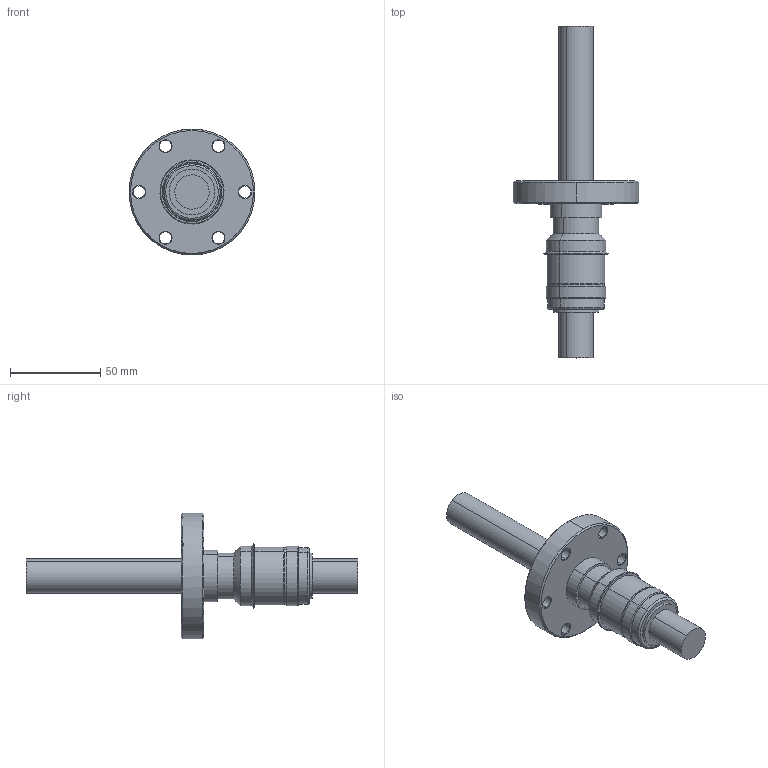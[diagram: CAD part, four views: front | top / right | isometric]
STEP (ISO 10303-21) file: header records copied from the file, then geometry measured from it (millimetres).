
FILE_DESCRIPTION (( 'STEP AP203' ), '1' );
FILE_NAME ('261-190NI8K-C40.STEP', '2019-11-05T20:47:25', ( '' ), ( '' ), 'SwSTEP 2.0', 'SolidWorks 2019', '' );
FILE_SCHEMA (( 'CONFIG_CONTROL_DESIGN' ));
Length unit declared in the file: inch
Products named in the file (1): 261-190NI8K-C40
Bounding box: 69.85 x 184.15 x 69.85 mm (x, y, z)
Volume: 110439.4 mm3; surface area: 32749.3 mm2
Topology: 1 solids, 1 shells, 110 faces, 242 edges, 145 vertices
Faces by surface type: cylinder 44, cone 41, plane 21, torus 4
Entity records: 3140 total; most frequent: DIRECTION 599, CARTESIAN_POINT 510, ORIENTED_EDGE 484, AXIS2_PLACEMENT_3D 250, EDGE_CURVE 242, VERTEX_POINT 145, CIRCLE 139, EDGE_LOOP 133
